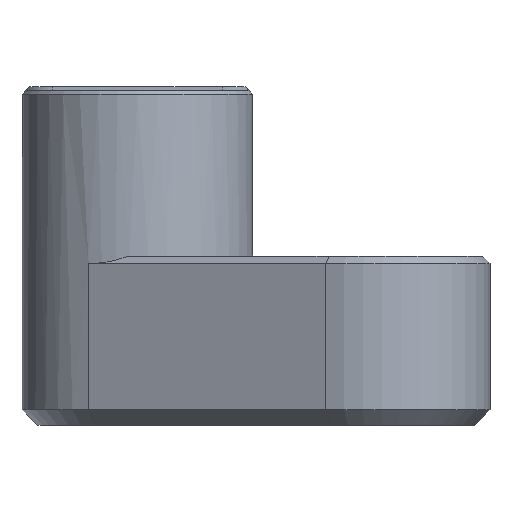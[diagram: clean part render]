
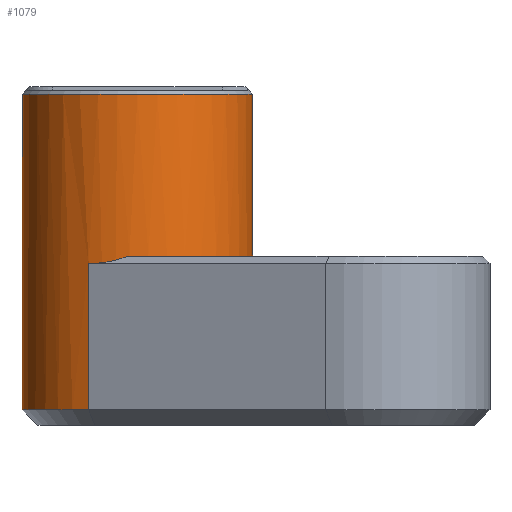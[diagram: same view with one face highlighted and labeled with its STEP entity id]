
A CAD part, front view. The second image highlights one B-rep face of the part: STEP entity #1079.
In plain terms, the highlighted cylindrical face has radius 7.5 mm (diameter 15 mm), a partial arc.
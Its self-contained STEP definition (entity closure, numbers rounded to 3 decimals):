
#2 = CARTESIAN_POINT ( 'NONE',  ( -3.17, -6.797, 10.5 ) ) ;
#64 = CARTESIAN_POINT ( 'NONE',  ( -7.5, 0., 21.5 ) ) ;
#75 = CARTESIAN_POINT ( 'NONE',  ( -3.17, -6.797, 10.5 ) ) ;
#148 = ORIENTED_EDGE ( 'NONE', *, *, #993, .T. ) ;
#232 = ORIENTED_EDGE ( 'NONE', *, *, #2074, .T. ) ;
#244 = CARTESIAN_POINT ( 'NONE',  ( 7.5, 0., 11. ) ) ;
#273 = AXIS2_PLACEMENT_3D ( 'NONE', #864, #841, #2208 ) ;
#347 = CARTESIAN_POINT ( 'NONE',  ( 0., 0., 21.5 ) ) ;
#349 = VECTOR ( 'NONE', #2148, 1000. ) ;
#356 = DIRECTION ( 'NONE',  ( 0., 0., 1. ) ) ;
#471 = EDGE_CURVE ( 'NONE', #1277, #910, #646, .T. ) ;
#500 = VERTEX_POINT ( 'NONE', #1006 ) ;
#525 = CIRCLE ( 'NONE', #1597, 7.5 ) ;
#534 = DIRECTION ( 'NONE',  ( 0., 0., -1. ) ) ;
#603 = DIRECTION ( 'NONE',  ( 0., 0., -1. ) ) ;
#646 = LINE ( 'NONE', #2138, #1616 ) ;
#675 = CARTESIAN_POINT ( 'NONE',  ( -2.333, -7.187, 10.5 ) ) ;
#692 = VERTEX_POINT ( 'NONE', #64 ) ;
#747 = CIRCLE ( 'NONE', #1247, 7.5 ) ;
#771 = CARTESIAN_POINT ( 'NONE',  ( 7.5, 0., 22. ) ) ;
#811 = LINE ( 'NONE', #771, #349 ) ;
#841 = DIRECTION ( 'NONE',  ( 0., 0., 1. ) ) ;
#864 = CARTESIAN_POINT ( 'NONE',  ( 0., 0., 1. ) ) ;
#867 = CARTESIAN_POINT ( 'NONE',  ( -1.439, -7.418, 10.669 ) ) ;
#875 =( BOUNDED_CURVE ( )  B_SPLINE_CURVE ( 3, ( #2, #675, #867, #2238 ),
 .UNSPECIFIED., .F., .F. ) 
 B_SPLINE_CURVE_WITH_KNOTS ( ( 4, 4 ),
 ( 0., 0.367 ),
 .UNSPECIFIED. ) 
 CURVE ( )  GEOMETRIC_REPRESENTATION_ITEM ( )  RATIONAL_B_SPLINE_CURVE ( ( 1., 0.989, 0.989, 1. ) ) 
 REPRESENTATION_ITEM ( '' )  );
#880 = DIRECTION ( 'NONE',  ( 1., 0., 0. ) ) ;
#902 = ORIENTED_EDGE ( 'NONE', *, *, #1242, .F. ) ;
#910 = VERTEX_POINT ( 'NONE', #75 ) ;
#919 = DIRECTION ( 'NONE',  ( 0., 0., 1. ) ) ;
#993 = EDGE_CURVE ( 'NONE', #692, #1065, #2066, .T. ) ;
#1006 = CARTESIAN_POINT ( 'NONE',  ( -0.518, -7.482, 11. ) ) ;
#1029 = ORIENTED_EDGE ( 'NONE', *, *, #471, .T. ) ;
#1038 = DIRECTION ( 'NONE',  ( 1., 0., 0. ) ) ;
#1065 = VERTEX_POINT ( 'NONE', #1349 ) ;
#1071 = CIRCLE ( 'NONE', #273, 7.5 ) ;
#1079 = ADVANCED_FACE ( 'NONE', ( #1904 ), #1566, .T. ) ;
#1242 = EDGE_CURVE ( 'NONE', #1261, #1825, #811, .T. ) ;
#1247 = AXIS2_PLACEMENT_3D ( 'NONE', #347, #1361, #1038 ) ;
#1261 = VERTEX_POINT ( 'NONE', #2174 ) ;
#1277 = VERTEX_POINT ( 'NONE', #1617 ) ;
#1332 = ORIENTED_EDGE ( 'NONE', *, *, #1777, .T. ) ;
#1333 = DIRECTION ( 'NONE',  ( -1., 0., 0. ) ) ;
#1339 = ORIENTED_EDGE ( 'NONE', *, *, #1412, .T. ) ;
#1349 = CARTESIAN_POINT ( 'NONE',  ( -7.5, 0., 1. ) ) ;
#1361 = DIRECTION ( 'NONE',  ( 0., 0., -1. ) ) ;
#1412 = EDGE_CURVE ( 'NONE', #1065, #1277, #1071, .T. ) ;
#1513 = CARTESIAN_POINT ( 'NONE',  ( -7.5, 0., 11. ) ) ;
#1534 = EDGE_LOOP ( 'NONE', ( #148, #1339, #1029, #1914, #232, #902, #1332 ) ) ;
#1566 = CYLINDRICAL_SURFACE ( 'NONE', #1659, 7.5 ) ;
#1597 = AXIS2_PLACEMENT_3D ( 'NONE', #1707, #356, #880 ) ;
#1616 = VECTOR ( 'NONE', #919, 1000. ) ;
#1617 = CARTESIAN_POINT ( 'NONE',  ( -3.17, -6.797, 1. ) ) ;
#1659 = AXIS2_PLACEMENT_3D ( 'NONE', #2024, #603, #1333 ) ;
#1707 = CARTESIAN_POINT ( 'NONE',  ( 0., 0., 11. ) ) ;
#1777 = EDGE_CURVE ( 'NONE', #1261, #692, #747, .T. ) ;
#1825 = VERTEX_POINT ( 'NONE', #244 ) ;
#1904 = FACE_OUTER_BOUND ( 'NONE', #1534, .T. ) ;
#1914 = ORIENTED_EDGE ( 'NONE', *, *, #2059, .T. ) ;
#1987 = VECTOR ( 'NONE', #534, 1000. ) ;
#2024 = CARTESIAN_POINT ( 'NONE',  ( 0., 0., 11. ) ) ;
#2059 = EDGE_CURVE ( 'NONE', #910, #500, #875, .T. ) ;
#2066 = LINE ( 'NONE', #1513, #1987 ) ;
#2074 = EDGE_CURVE ( 'NONE', #500, #1825, #525, .T. ) ;
#2138 = CARTESIAN_POINT ( 'NONE',  ( -3.17, -6.797, -37.64 ) ) ;
#2148 = DIRECTION ( 'NONE',  ( 0., 0., -1. ) ) ;
#2174 = CARTESIAN_POINT ( 'NONE',  ( 7.5, 0., 21.5 ) ) ;
#2208 = DIRECTION ( 'NONE',  ( 1., 0., 0. ) ) ;
#2238 = CARTESIAN_POINT ( 'NONE',  ( -0.518, -7.482, 11. ) ) ;
